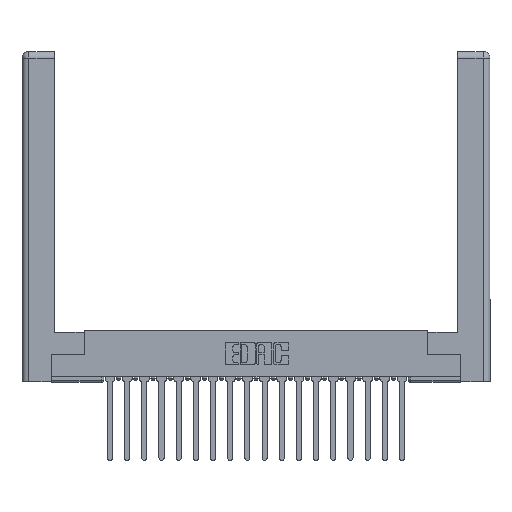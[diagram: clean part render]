
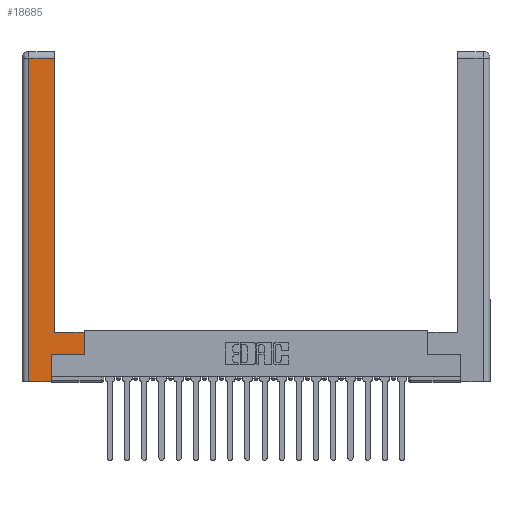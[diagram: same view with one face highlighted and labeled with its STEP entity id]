
A CAD part, top view. The second image highlights one B-rep face of the part: STEP entity #18685.
In plain terms, the highlighted planar face has unit normal (0, 0, 1).
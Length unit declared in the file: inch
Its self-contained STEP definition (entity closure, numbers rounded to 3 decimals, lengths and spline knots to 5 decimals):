
#68 = ORIENTED_EDGE ( 'NONE', *, *, #18411, .T. ) ;
#81 = CARTESIAN_POINT ( 'NONE',  ( 0.565, 0.45, 0. ) ) ;
#538 = CARTESIAN_POINT ( 'NONE',  ( 0.565, 0.245, 0. ) ) ;
#669 = VECTOR ( 'NONE', #16831, 39.37008 ) ;
#1035 = VERTEX_POINT ( 'NONE', #18459 ) ;
#1200 = EDGE_CURVE ( 'NONE', #1793, #7921, #14384, .T. ) ;
#1203 = EDGE_CURVE ( 'NONE', #7679, #1613, #6021, .T. ) ;
#1363 = EDGE_CURVE ( 'NONE', #1613, #8713, #20914, .T. ) ;
#1593 = DIRECTION ( 'NONE',  ( 0., -1., 0. ) ) ;
#1613 = VERTEX_POINT ( 'NONE', #6638 ) ;
#1793 = VERTEX_POINT ( 'NONE', #8744 ) ;
#1813 = CARTESIAN_POINT ( 'NONE',  ( 0.0615, 0., 0. ) ) ;
#1828 = CARTESIAN_POINT ( 'NONE',  ( 0.265, 0.245, 0. ) ) ;
#2127 = CARTESIAN_POINT ( 'NONE',  ( 0.295, 0.45, 0. ) ) ;
#3646 = DIRECTION ( 'NONE',  ( -1., 0., 0. ) ) ;
#3684 = CARTESIAN_POINT ( 'NONE',  ( 0.0615, 2.94, 0. ) ) ;
#3706 = ORIENTED_EDGE ( 'NONE', *, *, #1200, .T. ) ;
#3870 = DIRECTION ( 'NONE',  ( 0., 1., 0. ) ) ;
#3902 = PLANE ( 'NONE',  #10567 ) ;
#4182 = ORIENTED_EDGE ( 'NONE', *, *, #5523, .T. ) ;
#4397 = VECTOR ( 'NONE', #7756, 39.37008 ) ;
#4744 = VERTEX_POINT ( 'NONE', #15254 ) ;
#5400 = CARTESIAN_POINT ( 'NONE',  ( 0.565, 0.45, 0. ) ) ;
#5509 = LINE ( 'NONE', #1813, #13103 ) ;
#5514 = VECTOR ( 'NONE', #10631, 39.37008 ) ;
#5523 = EDGE_CURVE ( 'NONE', #9742, #4744, #5963, .T. ) ;
#5617 = CARTESIAN_POINT ( 'NONE',  ( 0.295, 3., 0. ) ) ;
#5719 = DIRECTION ( 'NONE',  ( -1., 0., 0. ) ) ;
#5963 = LINE ( 'NONE', #21449, #4397 ) ;
#6021 = LINE ( 'NONE', #5617, #5514 ) ;
#6638 = CARTESIAN_POINT ( 'NONE',  ( 0.295, 2.94, 0. ) ) ;
#7201 = CARTESIAN_POINT ( 'NONE',  ( 0.295, 0.45, 0. ) ) ;
#7262 = CARTESIAN_POINT ( 'NONE',  ( 0., 0., 0. ) ) ;
#7662 = DIRECTION ( 'NONE',  ( -1., 0., 0. ) ) ;
#7679 = VERTEX_POINT ( 'NONE', #7201 ) ;
#7756 = DIRECTION ( 'NONE',  ( 1., 0., 0. ) ) ;
#7862 = EDGE_CURVE ( 'NONE', #4744, #1035, #11592, .T. ) ;
#7921 = VERTEX_POINT ( 'NONE', #81 ) ;
#8713 = VERTEX_POINT ( 'NONE', #3684 ) ;
#8744 = CARTESIAN_POINT ( 'NONE',  ( 0.565, 0.245, 0. ) ) ;
#8886 = LINE ( 'NONE', #2127, #14881 ) ;
#9742 = VERTEX_POINT ( 'NONE', #10056 ) ;
#10056 = CARTESIAN_POINT ( 'NONE',  ( 0.0615, 0., 0. ) ) ;
#10198 = FACE_OUTER_BOUND ( 'NONE', #19148, .T. ) ;
#10199 = VECTOR ( 'NONE', #7662, 39.37008 ) ;
#10443 = VECTOR ( 'NONE', #3870, 39.37008 ) ;
#10567 = AXIS2_PLACEMENT_3D ( 'NONE', #7262, #18938, #5719 ) ;
#10631 = DIRECTION ( 'NONE',  ( 0., 1., 0. ) ) ;
#10861 = CARTESIAN_POINT ( 'NONE',  ( 0.0615, 2.94, 0. ) ) ;
#11588 = LINE ( 'NONE', #538, #21261 ) ;
#11592 = LINE ( 'NONE', #1828, #669 ) ;
#13103 = VECTOR ( 'NONE', #1593, 39.37008 ) ;
#14075 = EDGE_CURVE ( 'NONE', #7921, #7679, #8886, .T. ) ;
#14384 = LINE ( 'NONE', #5400, #10443 ) ;
#14770 = ORIENTED_EDGE ( 'NONE', *, *, #7862, .T. ) ;
#14881 = VECTOR ( 'NONE', #3646, 39.37008 ) ;
#15254 = CARTESIAN_POINT ( 'NONE',  ( 0.265, 0., 0. ) ) ;
#15343 = ORIENTED_EDGE ( 'NONE', *, *, #1203, .T. ) ;
#16831 = DIRECTION ( 'NONE',  ( 0., 1., 0. ) ) ;
#17438 = EDGE_CURVE ( 'NONE', #1035, #1793, #11588, .T. ) ;
#17876 = ORIENTED_EDGE ( 'NONE', *, *, #17438, .T. ) ;
#18011 = DIRECTION ( 'NONE',  ( 1., 0., 0. ) ) ;
#18116 = ORIENTED_EDGE ( 'NONE', *, *, #14075, .T. ) ;
#18411 = EDGE_CURVE ( 'NONE', #8713, #9742, #5509, .T. ) ;
#18459 = CARTESIAN_POINT ( 'NONE',  ( 0.265, 0.245, 0. ) ) ;
#18685 = ADVANCED_FACE ( 'NONE', ( #10198 ), #3902, .F. ) ;
#18938 = DIRECTION ( 'NONE',  ( 0., 0., -1. ) ) ;
#19148 = EDGE_LOOP ( 'NONE', ( #15343, #21453, #68, #4182, #14770, #17876, #3706, #18116 ) ) ;
#20914 = LINE ( 'NONE', #10861, #10199 ) ;
#21261 = VECTOR ( 'NONE', #18011, 39.37008 ) ;
#21449 = CARTESIAN_POINT ( 'NONE',  ( 0.265, 0., 0. ) ) ;
#21453 = ORIENTED_EDGE ( 'NONE', *, *, #1363, .T. ) ;
